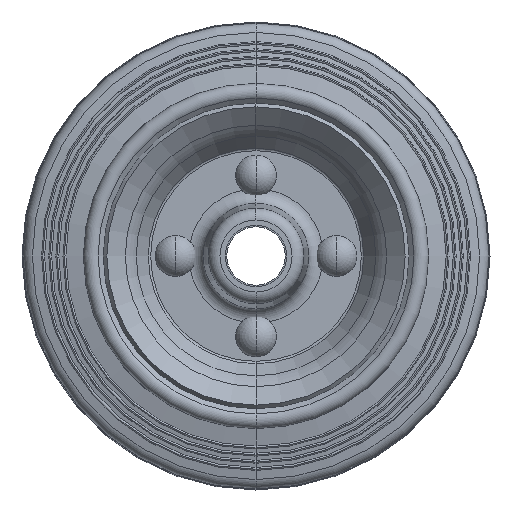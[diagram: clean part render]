
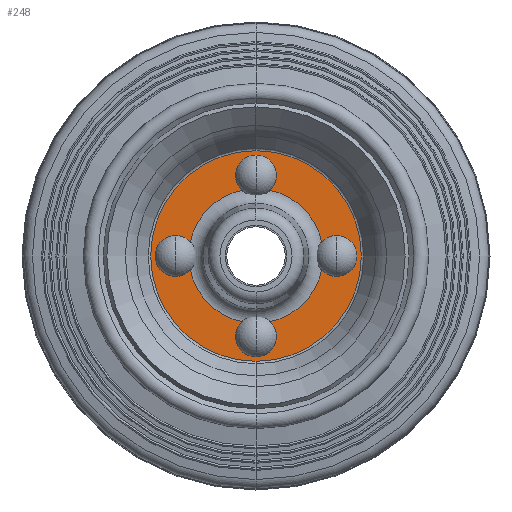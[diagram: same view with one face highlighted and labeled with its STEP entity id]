
A CAD part, left-side view. The second image highlights one B-rep face of the part: STEP entity #248.
In plain terms, the highlighted planar face has unit normal (-1, 0, 0).
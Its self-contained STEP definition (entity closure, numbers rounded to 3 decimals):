
#248 = ADVANCED_FACE ( 'NONE', ( #7433, #13288, #4784, #2514, #9714, #8418 ), #14521, .F. ) ;
#251 = CARTESIAN_POINT ( 'NONE',  ( -4., 0., 27.5 ) ) ;
#396 = EDGE_CURVE ( 'NONE', #817, #12801, #1875, .T. ) ;
#474 = AXIS2_PLACEMENT_3D ( 'NONE', #3518, #5053, #3588 ) ;
#703 = CARTESIAN_POINT ( 'NONE',  ( -4., 4., 27.5 ) ) ;
#817 = VERTEX_POINT ( 'NONE', #13971 ) ;
#1077 = AXIS2_PLACEMENT_3D ( 'NONE', #11014, #15852, #4855 ) ;
#1210 = CARTESIAN_POINT ( 'NONE',  ( -4., 27.5, -4. ) ) ;
#1248 = EDGE_CURVE ( 'NONE', #6034, #9621, #10944, .T. ) ;
#1337 = EDGE_CURVE ( 'NONE', #12801, #817, #9394, .T. ) ;
#1361 = CARTESIAN_POINT ( 'NONE',  ( -4., 0., -27.5 ) ) ;
#1405 = VERTEX_POINT ( 'NONE', #8899 ) ;
#1526 = DIRECTION ( 'NONE',  ( 1., 0., 0. ) ) ;
#1875 = CIRCLE ( 'NONE', #12920, 4. ) ;
#2044 = AXIS2_PLACEMENT_3D ( 'NONE', #251, #12497, #4210 ) ;
#2086 = ORIENTED_EDGE ( 'NONE', *, *, #5029, .T. ) ;
#2134 = CARTESIAN_POINT ( 'NONE',  ( -4., 0., -22.99 ) ) ;
#2144 = DIRECTION ( 'NONE',  ( 1., 0., 0. ) ) ;
#2198 = DIRECTION ( 'NONE',  ( 0., 0., -1. ) ) ;
#2200 = EDGE_LOOP ( 'NONE', ( #14854, #13435 ) ) ;
#2344 = EDGE_LOOP ( 'NONE', ( #5044, #15242 ) ) ;
#2422 = AXIS2_PLACEMENT_3D ( 'NONE', #3983, #1526, #14977 ) ;
#2504 = CARTESIAN_POINT ( 'NONE',  ( -4., 0., 22.99 ) ) ;
#2514 = FACE_BOUND ( 'NONE', #14812, .T. ) ;
#2690 = VERTEX_POINT ( 'NONE', #2992 ) ;
#2692 = ORIENTED_EDGE ( 'NONE', *, *, #11778, .T. ) ;
#2708 = ORIENTED_EDGE ( 'NONE', *, *, #1337, .T. ) ;
#2844 = EDGE_CURVE ( 'NONE', #6237, #13373, #10646, .T. ) ;
#2992 = CARTESIAN_POINT ( 'NONE',  ( -4., 0., -35.996 ) ) ;
#3003 = VERTEX_POINT ( 'NONE', #2134 ) ;
#3113 = AXIS2_PLACEMENT_3D ( 'NONE', #9798, #10766, #12273 ) ;
#3233 = ORIENTED_EDGE ( 'NONE', *, *, #7472, .T. ) ;
#3245 = CARTESIAN_POINT ( 'NONE',  ( -4., 27.5, 0. ) ) ;
#3427 = CARTESIAN_POINT ( 'NONE',  ( -4., 36.55, 0. ) ) ;
#3518 = CARTESIAN_POINT ( 'NONE',  ( -4., 0., 0. ) ) ;
#3588 = DIRECTION ( 'NONE',  ( 0., 0., -1. ) ) ;
#3661 = EDGE_CURVE ( 'NONE', #12855, #3003, #15029, .T. ) ;
#3692 = AXIS2_PLACEMENT_3D ( 'NONE', #1361, #11055, #6307 ) ;
#3911 = ORIENTED_EDGE ( 'NONE', *, *, #3661, .T. ) ;
#3983 = CARTESIAN_POINT ( 'NONE',  ( -4., -27.5, 0. ) ) ;
#4210 = DIRECTION ( 'NONE',  ( 0., 1., 0. ) ) ;
#4521 = CARTESIAN_POINT ( 'NONE',  ( -4., -4., -27.5 ) ) ;
#4601 = CIRCLE ( 'NONE', #5904, 4. ) ;
#4696 = AXIS2_PLACEMENT_3D ( 'NONE', #3245, #11953, #8318 ) ;
#4761 = ORIENTED_EDGE ( 'NONE', *, *, #1248, .T. ) ;
#4784 = FACE_BOUND ( 'NONE', #2200, .T. ) ;
#4855 = DIRECTION ( 'NONE',  ( 0., 0., -1. ) ) ;
#5029 = EDGE_CURVE ( 'NONE', #3003, #12855, #15160, .T. ) ;
#5044 = ORIENTED_EDGE ( 'NONE', *, *, #8574, .T. ) ;
#5053 = DIRECTION ( 'NONE',  ( 1., 0., 0. ) ) ;
#5275 = VERTEX_POINT ( 'NONE', #7423 ) ;
#5297 = DIRECTION ( 'NONE',  ( 1., 0., 0. ) ) ;
#5713 = EDGE_LOOP ( 'NONE', ( #2086, #3911 ) ) ;
#5904 = AXIS2_PLACEMENT_3D ( 'NONE', #13157, #2144, #11981 ) ;
#6034 = VERTEX_POINT ( 'NONE', #14343 ) ;
#6237 = VERTEX_POINT ( 'NONE', #4521 ) ;
#6307 = DIRECTION ( 'NONE',  ( 0., -1., 0. ) ) ;
#7423 = CARTESIAN_POINT ( 'NONE',  ( -4., 0., 35.996 ) ) ;
#7433 = FACE_BOUND ( 'NONE', #8040, .T. ) ;
#7472 = EDGE_CURVE ( 'NONE', #13158, #1405, #13449, .T. ) ;
#7579 = AXIS2_PLACEMENT_3D ( 'NONE', #15674, #13208, #2198 ) ;
#7637 = DIRECTION ( 'NONE',  ( 1., 0., 0. ) ) ;
#7798 = DIRECTION ( 'NONE',  ( 0., 1., 0. ) ) ;
#7879 = EDGE_LOOP ( 'NONE', ( #11664, #2708 ) ) ;
#8026 = EDGE_CURVE ( 'NONE', #5275, #2690, #15662, .T. ) ;
#8040 = EDGE_LOOP ( 'NONE', ( #3233, #2692 ) ) ;
#8318 = DIRECTION ( 'NONE',  ( 0., 0., -1. ) ) ;
#8344 = DIRECTION ( 'NONE',  ( 0., 0., -1. ) ) ;
#8418 = FACE_OUTER_BOUND ( 'NONE', #2344, .T. ) ;
#8505 = DIRECTION ( 'NONE',  ( 1., 0., 0. ) ) ;
#8574 = EDGE_CURVE ( 'NONE', #2690, #5275, #14189, .T. ) ;
#8772 = EDGE_CURVE ( 'NONE', #9621, #6034, #14719, .T. ) ;
#8899 = CARTESIAN_POINT ( 'NONE',  ( -4., -4., 27.5 ) ) ;
#8977 = CARTESIAN_POINT ( 'NONE',  ( -4., -27.5, -4. ) ) ;
#9394 = CIRCLE ( 'NONE', #2422, 4. ) ;
#9621 = VERTEX_POINT ( 'NONE', #1210 ) ;
#9714 = FACE_BOUND ( 'NONE', #5713, .T. ) ;
#9798 = CARTESIAN_POINT ( 'NONE',  ( -4., 0., 0. ) ) ;
#10344 = DIRECTION ( 'NONE',  ( 0., 0., 1. ) ) ;
#10646 = CIRCLE ( 'NONE', #3692, 4. ) ;
#10678 = DIRECTION ( 'NONE',  ( 1., 0., 0. ) ) ;
#10766 = DIRECTION ( 'NONE',  ( -1., 0., 0. ) ) ;
#10858 = AXIS2_PLACEMENT_3D ( 'NONE', #3427, #8505, #8344 ) ;
#10944 = CIRCLE ( 'NONE', #7579, 4. ) ;
#11014 = CARTESIAN_POINT ( 'NONE',  ( -4., 0., 0. ) ) ;
#11055 = DIRECTION ( 'NONE',  ( 1., 0., 0. ) ) ;
#11273 = DIRECTION ( 'NONE',  ( 0., 0., -1. ) ) ;
#11346 = CARTESIAN_POINT ( 'NONE',  ( -4., 0., 0. ) ) ;
#11664 = ORIENTED_EDGE ( 'NONE', *, *, #396, .T. ) ;
#11778 = EDGE_CURVE ( 'NONE', #1405, #13158, #13858, .T. ) ;
#11953 = DIRECTION ( 'NONE',  ( 1., 0., 0. ) ) ;
#11981 = DIRECTION ( 'NONE',  ( 0., -1., 0. ) ) ;
#12273 = DIRECTION ( 'NONE',  ( 0., 0., -1. ) ) ;
#12312 = EDGE_CURVE ( 'NONE', #13373, #6237, #4601, .T. ) ;
#12497 = DIRECTION ( 'NONE',  ( 1., 0., 0. ) ) ;
#12801 = VERTEX_POINT ( 'NONE', #8977 ) ;
#12811 = CARTESIAN_POINT ( 'NONE',  ( -4., -27.5, 0. ) ) ;
#12855 = VERTEX_POINT ( 'NONE', #2504 ) ;
#12920 = AXIS2_PLACEMENT_3D ( 'NONE', #12811, #10678, #10344 ) ;
#13157 = CARTESIAN_POINT ( 'NONE',  ( -4., 0., -27.5 ) ) ;
#13158 = VERTEX_POINT ( 'NONE', #703 ) ;
#13208 = DIRECTION ( 'NONE',  ( 1., 0., 0. ) ) ;
#13288 = FACE_BOUND ( 'NONE', #7879, .T. ) ;
#13373 = VERTEX_POINT ( 'NONE', #14277 ) ;
#13435 = ORIENTED_EDGE ( 'NONE', *, *, #12312, .T. ) ;
#13449 = CIRCLE ( 'NONE', #15501, 4. ) ;
#13858 = CIRCLE ( 'NONE', #2044, 4. ) ;
#13971 = CARTESIAN_POINT ( 'NONE',  ( -4., -27.5, 4. ) ) ;
#14048 = ORIENTED_EDGE ( 'NONE', *, *, #8772, .T. ) ;
#14052 = CARTESIAN_POINT ( 'NONE',  ( -4., 0., 27.5 ) ) ;
#14189 = CIRCLE ( 'NONE', #1077, 35.996 ) ;
#14277 = CARTESIAN_POINT ( 'NONE',  ( -4., 4., -27.5 ) ) ;
#14343 = CARTESIAN_POINT ( 'NONE',  ( -4., 27.5, 4. ) ) ;
#14521 = PLANE ( 'NONE',  #10858 ) ;
#14719 = CIRCLE ( 'NONE', #4696, 4. ) ;
#14812 = EDGE_LOOP ( 'NONE', ( #14048, #4761 ) ) ;
#14854 = ORIENTED_EDGE ( 'NONE', *, *, #2844, .T. ) ;
#14977 = DIRECTION ( 'NONE',  ( 0., 0., 1. ) ) ;
#15029 = CIRCLE ( 'NONE', #15517, 22.99 ) ;
#15160 = CIRCLE ( 'NONE', #474, 22.99 ) ;
#15242 = ORIENTED_EDGE ( 'NONE', *, *, #8026, .T. ) ;
#15501 = AXIS2_PLACEMENT_3D ( 'NONE', #14052, #7637, #7798 ) ;
#15517 = AXIS2_PLACEMENT_3D ( 'NONE', #11346, #5297, #11273 ) ;
#15662 = CIRCLE ( 'NONE', #3113, 35.996 ) ;
#15674 = CARTESIAN_POINT ( 'NONE',  ( -4., 27.5, 0. ) ) ;
#15852 = DIRECTION ( 'NONE',  ( -1., 0., 0. ) ) ;
